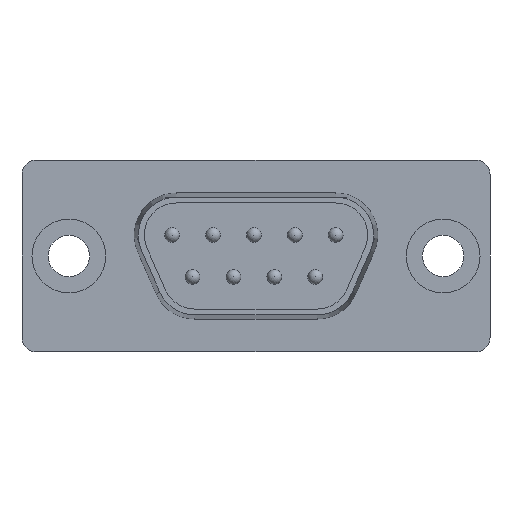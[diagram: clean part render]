
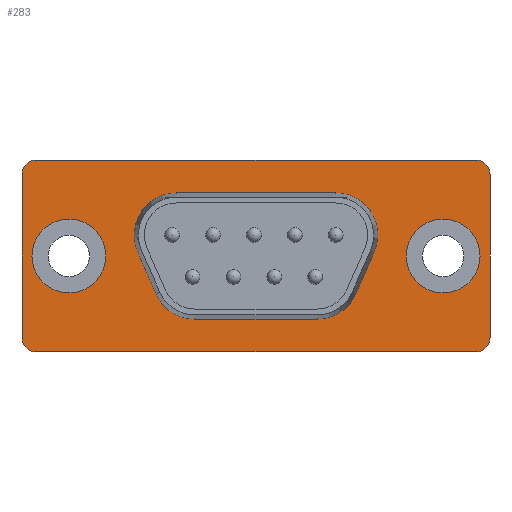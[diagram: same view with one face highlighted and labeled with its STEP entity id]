
A CAD part, front view. The second image highlights one B-rep face of the part: STEP entity #283.
In plain terms, the highlighted planar face has unit normal (0, -1, 0).
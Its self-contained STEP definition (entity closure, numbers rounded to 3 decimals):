
#283=ADVANCED_FACE('',(#1111,#1113,#1115,#1117),#1119,.F.);
#1111=FACE_BOUND('',#1112,.T.);
#1112=EDGE_LOOP('',(#1680,#1681,#1682,#1683,#1684,#1685,#1686,#1687));
#1113=FACE_BOUND('',#1114,.T.);
#1114=EDGE_LOOP('',(#1688));
#1115=FACE_BOUND('',#1116,.T.);
#1116=EDGE_LOOP('',(#1689));
#1117=FACE_BOUND('',#1118,.T.);
#1118=EDGE_LOOP('',(#1690,#1691,#1692,#1693,#1694,#1695,#1696,#1697));
#1119=PLANE('',#1120);
#1120=AXIS2_PLACEMENT_3D('',#1121,#1122,#1123);
#1121=CARTESIAN_POINT('',(-21.24,5.9,5.08));
#1122=DIRECTION('',(0.,1.,0.));
#1123=DIRECTION('',(0.,-0.,1.));
#1680=ORIENTED_EDGE('',*,*,#2024,.F.);
#1681=ORIENTED_EDGE('',*,*,#2025,.T.);
#1682=ORIENTED_EDGE('',*,*,#2026,.T.);
#1683=ORIENTED_EDGE('',*,*,#2027,.T.);
#1684=ORIENTED_EDGE('',*,*,#2028,.T.);
#1685=ORIENTED_EDGE('',*,*,#2029,.T.);
#1686=ORIENTED_EDGE('',*,*,#2030,.F.);
#1687=ORIENTED_EDGE('',*,*,#2031,.T.);
#1688=ORIENTED_EDGE('',*,*,#1986,.F.);
#1689=ORIENTED_EDGE('',*,*,#1990,.T.);
#1690=ORIENTED_EDGE('',*,*,#2032,.F.);
#1691=ORIENTED_EDGE('',*,*,#2033,.F.);
#1692=ORIENTED_EDGE('',*,*,#2034,.F.);
#1693=ORIENTED_EDGE('',*,*,#2035,.F.);
#1694=ORIENTED_EDGE('',*,*,#2036,.F.);
#1695=ORIENTED_EDGE('',*,*,#2037,.F.);
#1696=ORIENTED_EDGE('',*,*,#2038,.F.);
#1697=ORIENTED_EDGE('',*,*,#2039,.F.);
#1986=EDGE_CURVE('',#2224,#2224,#2225,.T.);
#1990=EDGE_CURVE('',#2232,#2232,#2233,.T.);
#2024=EDGE_CURVE('',#2300,#2301,#2302,.T.);
#2025=EDGE_CURVE('',#2300,#2303,#2304,.T.);
#2026=EDGE_CURVE('',#2303,#2305,#2306,.T.);
#2027=EDGE_CURVE('',#2305,#2307,#2308,.T.);
#2028=EDGE_CURVE('',#2307,#2309,#2310,.T.);
#2029=EDGE_CURVE('',#2309,#2311,#2312,.T.);
#2030=EDGE_CURVE('',#2313,#2311,#2314,.T.);
#2031=EDGE_CURVE('',#2313,#2301,#2315,.T.);
#2032=EDGE_CURVE('',#2316,#2317,#2318,.T.);
#2033=EDGE_CURVE('',#2319,#2316,#2320,.T.);
#2034=EDGE_CURVE('',#2321,#2319,#2322,.T.);
#2035=EDGE_CURVE('',#2323,#2321,#2324,.T.);
#2036=EDGE_CURVE('',#2325,#2323,#2326,.T.);
#2037=EDGE_CURVE('',#2327,#2325,#2328,.T.);
#2038=EDGE_CURVE('',#2329,#2327,#2330,.T.);
#2039=EDGE_CURVE('',#2317,#2329,#2331,.T.);
#2224=VERTEX_POINT('',#2608);
#2225=CIRCLE('',#2609,2.5);
#2232=VERTEX_POINT('',#2628);
#2233=CIRCLE('',#2629,2.5);
#2300=VERTEX_POINT('',#2782);
#2301=VERTEX_POINT('',#2783);
#2302=LINE('',#2784,#2785);
#2303=VERTEX_POINT('',#2787);
#2304=CIRCLE('',#2788,1.);
#2305=VERTEX_POINT('',#2792);
#2306=LINE('',#2793,#2794);
#2307=VERTEX_POINT('',#2796);
#2308=CIRCLE('',#2797,1.);
#2309=VERTEX_POINT('',#2801);
#2310=LINE('',#2802,#2803);
#2311=VERTEX_POINT('',#2805);
#2312=CIRCLE('',#2806,1.);
#2313=VERTEX_POINT('',#2810);
#2314=LINE('',#2811,#2812);
#2315=CIRCLE('',#2814,1.);
#2316=VERTEX_POINT('',#2818);
#2317=VERTEX_POINT('',#2819);
#2318=CIRCLE('',#2820,2.849);
#2319=VERTEX_POINT('',#2824);
#2320=LINE('',#2825,#2826);
#2321=VERTEX_POINT('',#2828);
#2322=CIRCLE('',#2829,2.849);
#2323=VERTEX_POINT('',#2833);
#2324=LINE('',#2834,#2835);
#2325=VERTEX_POINT('',#2837);
#2326=CIRCLE('',#2838,2.849);
#2327=VERTEX_POINT('',#2842);
#2328=LINE('',#2843,#2844);
#2329=VERTEX_POINT('',#2846);
#2330=CIRCLE('',#2847,2.849);
#2331=LINE('',#2851,#2852);
#2608=CARTESIAN_POINT('',(7.275,5.9,1.08));
#2609=AXIS2_PLACEMENT_3D('',#2610,#2611,#2612);
#2610=CARTESIAN_POINT('',(7.275,5.9,-1.42));
#2611=DIRECTION('',(-0.,-1.,-0.));
#2612=DIRECTION('',(0.,0.,-1.));
#2628=CARTESIAN_POINT('',(-18.065,5.9,1.08));
#2629=AXIS2_PLACEMENT_3D('',#2630,#2631,#2632);
#2630=CARTESIAN_POINT('',(-18.065,5.9,-1.42));
#2631=DIRECTION('',(0.,1.,0.));
#2632=DIRECTION('',(0.,0.,1.));
#2782=CARTESIAN_POINT('',(-20.24,5.9,5.08));
#2783=CARTESIAN_POINT('',(9.45,5.9,5.08));
#2784=CARTESIAN_POINT('',(-20.24,5.9,5.08));
#2785=VECTOR('',#2786,1.);
#2786=DIRECTION('',(1.,0.,0.));
#2787=CARTESIAN_POINT('',(-21.24,5.9,4.08));
#2788=AXIS2_PLACEMENT_3D('',#2789,#2790,#2791);
#2789=CARTESIAN_POINT('',(-20.24,5.9,4.08));
#2790=DIRECTION('',(0.,-1.,0.));
#2791=DIRECTION('',(0.,0.,1.));
#2792=CARTESIAN_POINT('',(-21.24,5.9,-6.92));
#2793=CARTESIAN_POINT('',(-21.24,5.9,4.08));
#2794=VECTOR('',#2795,1.);
#2795=DIRECTION('',(0.,0.,-1.));
#2796=CARTESIAN_POINT('',(-20.24,5.9,-7.92));
#2797=AXIS2_PLACEMENT_3D('',#2798,#2799,#2800);
#2798=CARTESIAN_POINT('',(-20.24,5.9,-6.92));
#2799=DIRECTION('',(0.,-1.,-0.));
#2800=DIRECTION('',(-1.,0.,0.));
#2801=CARTESIAN_POINT('',(9.45,5.9,-7.92));
#2802=CARTESIAN_POINT('',(-20.24,5.9,-7.92));
#2803=VECTOR('',#2804,1.);
#2804=DIRECTION('',(1.,0.,0.));
#2805=CARTESIAN_POINT('',(10.45,5.9,-6.92));
#2806=AXIS2_PLACEMENT_3D('',#2807,#2808,#2809);
#2807=CARTESIAN_POINT('',(9.45,5.9,-6.92));
#2808=DIRECTION('',(0.,-1.,0.));
#2809=DIRECTION('',(0.,0.,-1.));
#2810=CARTESIAN_POINT('',(10.45,5.9,4.08));
#2811=CARTESIAN_POINT('',(10.45,5.9,4.08));
#2812=VECTOR('',#2813,1.);
#2813=DIRECTION('',(0.,0.,-1.));
#2814=AXIS2_PLACEMENT_3D('',#2815,#2816,#2817);
#2815=CARTESIAN_POINT('',(9.45,5.9,4.08));
#2816=DIRECTION('',(0.,-1.,-0.));
#2817=DIRECTION('',(1.,0.,0.));
#2818=CARTESIAN_POINT('',(-1.24,5.9,-5.689));
#2819=CARTESIAN_POINT('',(1.371,5.9,-3.98));
#2820=AXIS2_PLACEMENT_3D('',#2821,#2822,#2823);
#2821=CARTESIAN_POINT('',(-1.24,5.9,-2.84));
#2822=DIRECTION('',(0.,-1.,0.));
#2823=DIRECTION('',(0.,0.,-1.));
#2824=CARTESIAN_POINT('',(-9.55,5.9,-5.689));
#2825=CARTESIAN_POINT('',(-9.55,5.9,-5.689));
#2826=VECTOR('',#2827,1.);
#2827=DIRECTION('',(1.,0.,0.));
#2828=CARTESIAN_POINT('',(-12.161,5.9,-3.98));
#2829=AXIS2_PLACEMENT_3D('',#2830,#2831,#2832);
#2830=CARTESIAN_POINT('',(-9.55,5.9,-2.84));
#2831=DIRECTION('',(0.,-1.,-0.));
#2832=DIRECTION('',(-0.916,0.,-0.4));
#2833=CARTESIAN_POINT('',(-13.401,5.9,-1.14));
#2834=CARTESIAN_POINT('',(-13.401,5.9,-1.14));
#2835=VECTOR('',#2836,1.);
#2836=DIRECTION('',(0.4,0.,-0.916));
#2837=CARTESIAN_POINT('',(-10.79,5.9,2.849));
#2838=AXIS2_PLACEMENT_3D('',#2839,#2840,#2841);
#2839=CARTESIAN_POINT('',(-10.79,5.9,0.));
#2840=DIRECTION('',(0.,-1.,0.));
#2841=DIRECTION('',(0.,0.,1.));
#2842=CARTESIAN_POINT('',(0.,5.9,2.849));
#2843=CARTESIAN_POINT('',(0.,5.9,2.849));
#2844=VECTOR('',#2845,1.);
#2845=DIRECTION('',(-1.,0.,0.));
#2846=CARTESIAN_POINT('',(2.611,5.9,-1.14));
#2847=AXIS2_PLACEMENT_3D('',#2848,#2849,#2850);
#2848=CARTESIAN_POINT('',(0.,5.9,0.));
#2849=DIRECTION('',(0.,-1.,0.));
#2850=DIRECTION('',(0.916,0.,-0.4));
#2851=CARTESIAN_POINT('',(1.371,5.9,-3.98));
#2852=VECTOR('',#2853,1.);
#2853=DIRECTION('',(0.4,0.,0.916));
